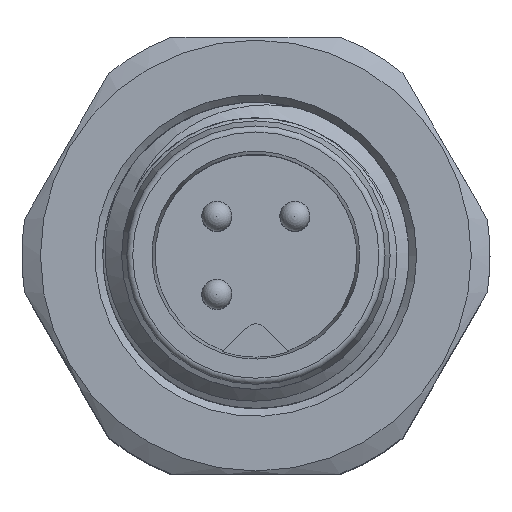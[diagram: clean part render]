
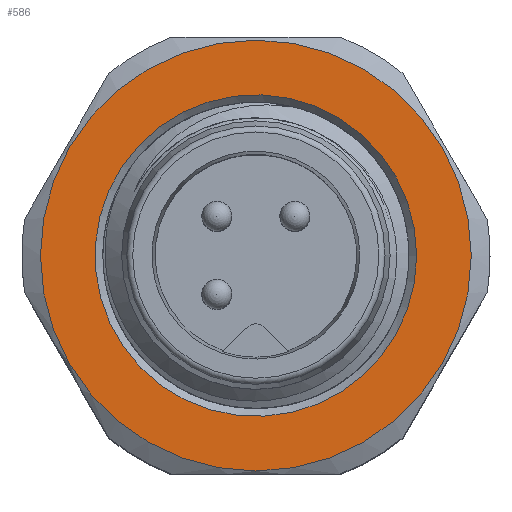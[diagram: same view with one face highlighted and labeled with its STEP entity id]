
A CAD part, top view. The second image highlights one B-rep face of the part: STEP entity #586.
In plain terms, the highlighted planar face has unit normal (0, 0, 1).
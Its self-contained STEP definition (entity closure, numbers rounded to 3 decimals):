
#468=PLANE('',#1859);
#586=ADVANCED_FACE('',(#706,#707),#468,.T.);
#706=FACE_BOUND('',#795,.T.);
#707=FACE_BOUND('',#796,.T.);
#795=EDGE_LOOP('',(#1114));
#796=EDGE_LOOP('',(#1115));
#957=CIRCLE('',#1854,2.575);
#959=CIRCLE('',#1858,3.45);
#1114=ORIENTED_EDGE('',*,*,#1563,.T.);
#1115=ORIENTED_EDGE('',*,*,#1565,.T.);
#1413=VERTEX_POINT('',#6795);
#1415=VERTEX_POINT('',#6801);
#1563=EDGE_CURVE('',#1413,#1413,#957,.T.);
#1565=EDGE_CURVE('',#1415,#1415,#959,.T.);
#1854=AXIS2_PLACEMENT_3D('',#6794,#2068,#2069);
#1858=AXIS2_PLACEMENT_3D('',#6800,#2076,#2077);
#1859=AXIS2_PLACEMENT_3D('',#6802,#2078,#2079);
#2068=DIRECTION('',(0.,0.,-1.));
#2069=DIRECTION('',(1.,0.,0.));
#2076=DIRECTION('',(0.,0.,1.));
#2077=DIRECTION('',(1.,0.,0.));
#2078=DIRECTION('',(0.,0.,1.));
#2079=DIRECTION('',(-1.,0.,0.));
#6794=CARTESIAN_POINT('',(0.,0.,-4.2));
#6795=CARTESIAN_POINT('',(2.575,0.,-4.2));
#6800=CARTESIAN_POINT('',(0.,0.,-4.2));
#6801=CARTESIAN_POINT('',(3.45,0.,-4.2));
#6802=CARTESIAN_POINT('',(0.,0.,-4.2));
